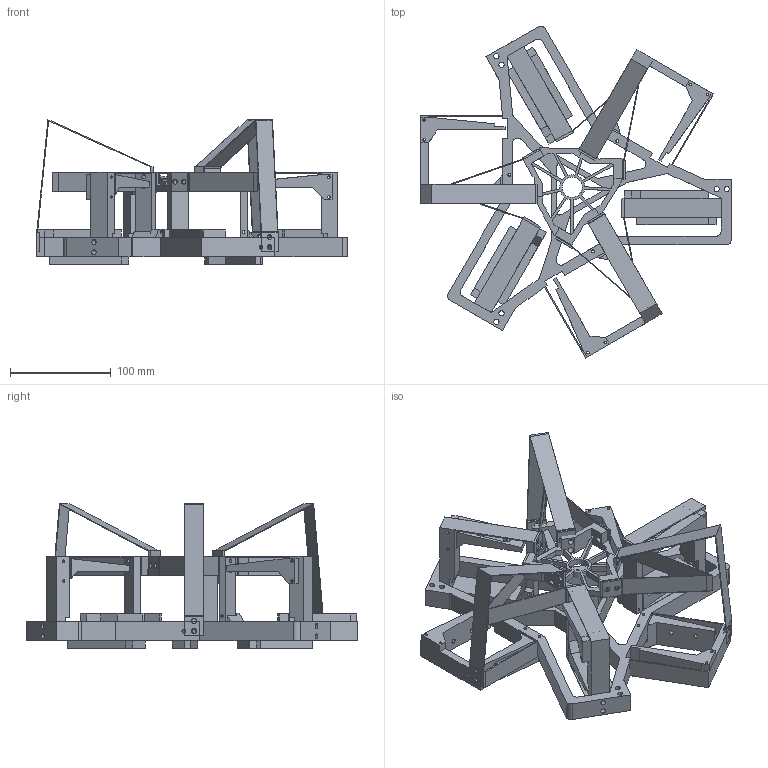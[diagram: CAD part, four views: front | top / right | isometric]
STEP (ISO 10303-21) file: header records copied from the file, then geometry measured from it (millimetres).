
FILE_DESCRIPTION(/* description */ (''),/* implementation_level */ '2;1');
FILE_NAME(/* name */ '6 acis space 3d priner v3-dup.step',/* time_stamp */ '2024-05-04T11:59:37+10:00',/* author */ (''),/* organization */ (''),/* preprocessor_version */ 'ST-DEVELOPER v20',/* originating_system */ 'Autodesk Translation Framework v12.20.1.177',/* authorisation */ '');
FILE_SCHEMA (('AUTOMOTIVE_DESIGN { 1 0 10303 214 3 1 1 }'));
Length unit declared in the file: millimetre
Products named in the file (23): 6 acis space 3d priner; Bent_Blade_Vertical; Bent_Blade_Vertical (1); Bent_Blade_Vertical (2); Bent_Blade_Vertical (1) (1); Stage; Ground_with_Horizontal_Actuator_Housing; Bent_Blade_Horizontal; Bent_Blade_Horizontal (2); Bent_Blade_Horizontal (1); Bent_Blade_Horizontal (1) (1); Actuator_Housing_Vertical; Component41; Component42; Component41_1; Component41_2; Actuator_Housing_Vertical (1); LBracketMobile_New_1 (1); LBracketGrounded_New_1 (1) (1); LBracketGrounded_New_1; LBracketGrounded_New_1 (5); LBracketMobile_New_1; LBracketMobile_New_1 (1) (1)
Assembly tree (36 placements, depth 4):
  6 acis space 3d priner
    Bent_Blade_Vertical
      Bent_Blade_Vertical (1)
      Bent_Blade_Vertical (1) (1)  x3
      Bent_Blade_Vertical (2)
    Stage
    Ground_with_Horizontal_Actuator_Housing
    Bent_Blade_Horizontal
      Bent_Blade_Horizontal (2)
      Bent_Blade_Horizontal (1)
      Bent_Blade_Horizontal (1) (1)  x3
    Actuator_Housing_Vertical
      Component41
        Actuator_Housing_Vertical (1)
        LBracketMobile_New_1 (1)
        LBracketGrounded_New_1 (1) (1)
      Component42
      Component41_1
        Actuator_Housing_Vertical (1)
        LBracketMobile_New_1 (1)
        LBracketGrounded_New_1 (1) (1)
      Component41_2
        Actuator_Housing_Vertical (1)
        LBracketMobile_New_1 (1)
        LBracketGrounded_New_1 (1) (1)
    LBracketGrounded_New_1
      LBracketGrounded_New_1 (5)  x3
    LBracketMobile_New_1
      LBracketMobile_New_1 (1) (1)  x3
Bounding box: 308.87 x 330.23 x 144.04 mm (x, y, z)
Volume: 638111.1 mm3; surface area: 322705.9 mm2
Topology: 23 solids, 23 shells, 674 faces, 1881 edges, 1250 vertices
Faces by surface type: plane 448, cylinder 226
Full cylindrical faces by diameter (mm): 2.54 x45, 2.814 x3, 3.988 x18, 4.318 x24, 4.978 x30, 5.16 x6, 5.791 x12, 20 x1
Entity records: 13477 total; most frequent: CARTESIAN_POINT 2246, DIRECTION 2235, ORIENTED_EDGE 2178, EDGE_CURVE 1089, LINE 813, VECTOR 813, VERTEX_POINT 722, AXIS2_PLACEMENT_3D 711
